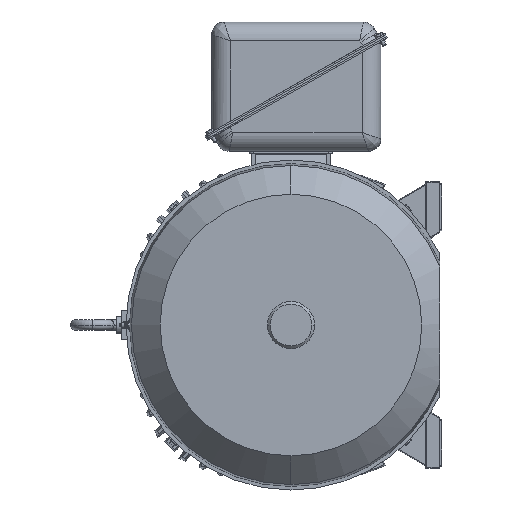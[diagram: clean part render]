
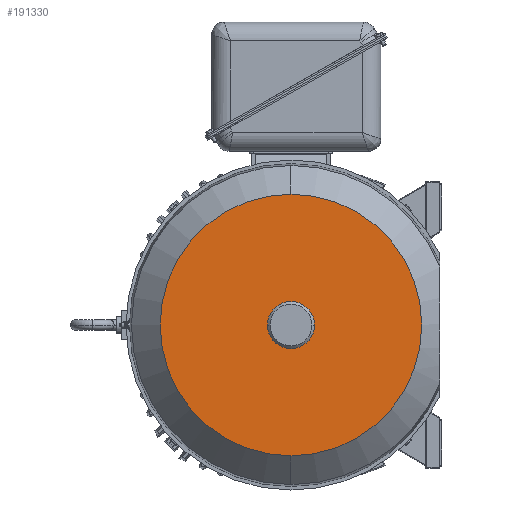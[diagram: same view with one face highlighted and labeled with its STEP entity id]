
A CAD part, left-side view. The second image highlights one B-rep face of the part: STEP entity #191330.
In plain terms, the highlighted planar face has unit normal (-1, 0, 0).
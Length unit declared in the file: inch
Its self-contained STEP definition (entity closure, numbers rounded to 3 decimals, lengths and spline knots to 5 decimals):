
#6019 = AXIS2_PLACEMENT_3D ( 'NONE', #28278, #162020, #68697 ) ;
#7959 = CARTESIAN_POINT ( 'NONE',  ( -41.771, 0., -7.815 ) ) ;
#14199 = CIRCLE ( 'NONE', #147280, 7.815 ) ;
#20562 = CIRCLE ( 'NONE', #134202, 1.405 ) ;
#21564 = EDGE_CURVE ( 'Defeatured_0_696+Defeatured_0_794+Defeatured_0_794+Defeatured_0_794', #128715, #215778, #217535, .T. ) ;
#28278 = CARTESIAN_POINT ( 'NONE',  ( -41.771, 1.31, 0. ) ) ;
#29541 = AXIS2_PLACEMENT_3D ( 'NONE', #56027, #220441, #52396 ) ;
#33952 = AXIS2_PLACEMENT_3D ( 'NONE', #215423, #48577, #69413 ) ;
#37876 = DIRECTION ( 'NONE',  ( 1., 0., 0. ) ) ;
#48577 = DIRECTION ( 'NONE',  ( 1., 0., 0. ) ) ;
#49561 = VERTEX_POINT ( 'NONE', #93861 ) ;
#52396 = DIRECTION ( 'NONE',  ( 0., -1., 0. ) ) ;
#53200 = ORIENTED_EDGE ( 'NONE', *, *, #210775, .F. ) ;
#56027 = CARTESIAN_POINT ( 'NONE',  ( -41.771, 0., 0. ) ) ;
#57987 = DIRECTION ( 'NONE',  ( -1., 0., 0. ) ) ;
#68697 = DIRECTION ( 'NONE',  ( 0., 0., 1. ) ) ;
#69413 = DIRECTION ( 'NONE',  ( 0., 0., -1. ) ) ;
#74026 = CARTESIAN_POINT ( 'NONE',  ( -41.771, 0., 0. ) ) ;
#77037 = CIRCLE ( 'NONE', #33952, 7.815 ) ;
#89389 = EDGE_CURVE ( 'Defeatured_0_787+Defeatured_0_794+Defeatured_0_794+Defeatured_0_794', #49561, #228431, #77037, .T. ) ;
#92040 = ORIENTED_EDGE ( 'NONE', *, *, #21564, .F. ) ;
#93861 = CARTESIAN_POINT ( 'NONE',  ( -41.771, 0., 7.815 ) ) ;
#97092 = FACE_BOUND ( 'NONE', #240991, .T. ) ;
#97514 = EDGE_CURVE ( 'Defeatured_0_787+Defeatured_0_794+Defeatured_0_794+Defeatured_0_794', #228431, #49561, #14199, .T. ) ;
#114107 = CARTESIAN_POINT ( 'NONE',  ( -41.771, 0., -1.405 ) ) ;
#128715 = VERTEX_POINT ( 'NONE', #201640 ) ;
#129918 = DIRECTION ( 'NONE',  ( 0., 0., -1. ) ) ;
#134202 = AXIS2_PLACEMENT_3D ( 'NONE', #74026, #57987, #166121 ) ;
#147280 = AXIS2_PLACEMENT_3D ( 'NONE', #195156, #37876, #129918 ) ;
#151133 = ORIENTED_EDGE ( 'NONE', *, *, #97514, .F. ) ;
#162020 = DIRECTION ( 'NONE',  ( -1., 0., 0. ) ) ;
#166121 = DIRECTION ( 'NONE',  ( 0., -1., 0. ) ) ;
#191330 = ADVANCED_FACE ( 'Defeatured_0_794', ( #208698, #97092 ), #229520, .T. ) ;
#195156 = CARTESIAN_POINT ( 'NONE',  ( -41.771, 0., 0. ) ) ;
#201640 = CARTESIAN_POINT ( 'NONE',  ( -41.771, 0., 1.405 ) ) ;
#208698 = FACE_OUTER_BOUND ( 'NONE', #215757, .T. ) ;
#210775 = EDGE_CURVE ( 'Defeatured_0_696+Defeatured_0_794+Defeatured_0_794+Defeatured_0_794', #215778, #128715, #20562, .T. ) ;
#215423 = CARTESIAN_POINT ( 'NONE',  ( -41.771, 0., 0. ) ) ;
#215757 = EDGE_LOOP ( 'NONE', ( #151133, #242194 ) ) ;
#215778 = VERTEX_POINT ( 'NONE', #114107 ) ;
#217535 = CIRCLE ( 'NONE', #29541, 1.405 ) ;
#220441 = DIRECTION ( 'NONE',  ( -1., 0., 0. ) ) ;
#228431 = VERTEX_POINT ( 'NONE', #7959 ) ;
#229520 = PLANE ( 'NONE',  #6019 ) ;
#240991 = EDGE_LOOP ( 'NONE', ( #92040, #53200 ) ) ;
#242194 = ORIENTED_EDGE ( 'NONE', *, *, #89389, .F. ) ;
